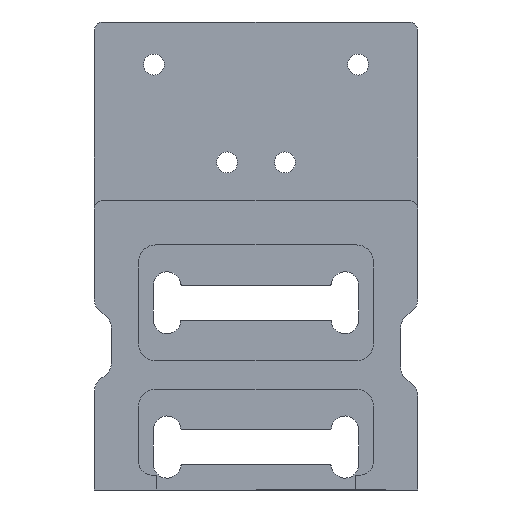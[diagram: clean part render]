
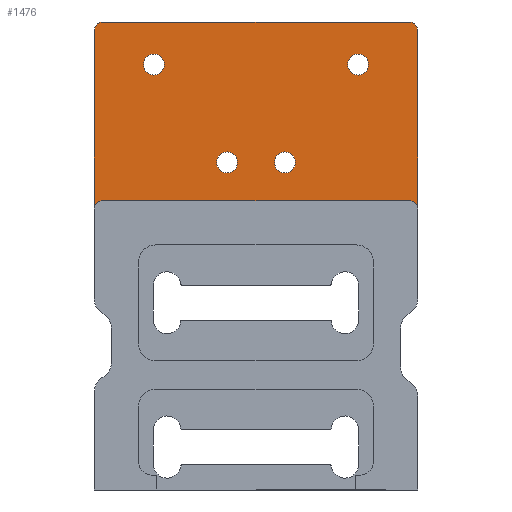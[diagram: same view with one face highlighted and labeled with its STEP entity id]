
A CAD part, front view. The second image highlights one B-rep face of the part: STEP entity #1476.
In plain terms, the highlighted planar face has unit normal (0, -1, 0).
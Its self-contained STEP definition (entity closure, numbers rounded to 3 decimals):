
#23=FACE_BOUND('',#157,.T.);
#24=FACE_BOUND('',#158,.T.);
#25=FACE_BOUND('',#159,.T.);
#26=FACE_BOUND('',#160,.T.);
#36=PLANE('',#1607);
#73=FACE_OUTER_BOUND('',#156,.T.);
#156=EDGE_LOOP('',(#1056,#1057,#1058,#1059,#1060,#1061,#1062,#1063));
#157=EDGE_LOOP('',(#1064));
#158=EDGE_LOOP('',(#1065));
#159=EDGE_LOOP('',(#1066));
#160=EDGE_LOOP('',(#1067));
#236=LINE('',#2214,#370);
#244=LINE('',#2233,#378);
#265=LINE('',#2346,#399);
#266=LINE('',#2348,#400);
#370=VECTOR('',#1740,10.);
#378=VECTOR('',#1756,10.);
#399=VECTOR('',#1857,10.);
#400=VECTOR('',#1860,10.);
#503=CIRCLE('',#1561,1.);
#505=CIRCLE('',#1565,1.);
#506=CIRCLE('',#1568,1.);
#541=CIRCLE('',#1605,1.);
#542=CIRCLE('',#1608,1.23);
#543=CIRCLE('',#1609,1.23);
#544=CIRCLE('',#1610,1.23);
#545=CIRCLE('',#1611,1.23);
#596=VERTEX_POINT('',#2207);
#597=VERTEX_POINT('',#2209);
#598=VERTEX_POINT('',#2213);
#604=VERTEX_POINT('',#2226);
#605=VERTEX_POINT('',#2228);
#606=VERTEX_POINT('',#2235);
#655=VERTEX_POINT('',#2337);
#656=VERTEX_POINT('',#2338);
#658=VERTEX_POINT('',#2349);
#659=VERTEX_POINT('',#2351);
#660=VERTEX_POINT('',#2353);
#661=VERTEX_POINT('',#2355);
#750=EDGE_CURVE('',#596,#597,#503,.F.);
#752=EDGE_CURVE('',#597,#598,#236,.T.);
#759=EDGE_CURVE('',#604,#605,#505,.F.);
#762=EDGE_CURVE('',#605,#596,#244,.T.);
#763=EDGE_CURVE('',#598,#606,#506,.T.);
#814=EDGE_CURVE('',#655,#656,#541,.T.);
#819=EDGE_CURVE('',#656,#604,#265,.T.);
#820=EDGE_CURVE('',#606,#655,#266,.T.);
#821=EDGE_CURVE('',#658,#658,#542,.T.);
#822=EDGE_CURVE('',#659,#659,#543,.T.);
#823=EDGE_CURVE('',#660,#660,#544,.T.);
#824=EDGE_CURVE('',#661,#661,#545,.T.);
#1056=ORIENTED_EDGE('',*,*,#763,.F.);
#1057=ORIENTED_EDGE('',*,*,#752,.F.);
#1058=ORIENTED_EDGE('',*,*,#750,.F.);
#1059=ORIENTED_EDGE('',*,*,#762,.F.);
#1060=ORIENTED_EDGE('',*,*,#759,.F.);
#1061=ORIENTED_EDGE('',*,*,#819,.F.);
#1062=ORIENTED_EDGE('',*,*,#814,.F.);
#1063=ORIENTED_EDGE('',*,*,#820,.F.);
#1064=ORIENTED_EDGE('',*,*,#821,.T.);
#1065=ORIENTED_EDGE('',*,*,#822,.T.);
#1066=ORIENTED_EDGE('',*,*,#823,.T.);
#1067=ORIENTED_EDGE('',*,*,#824,.T.);
#1476=ADVANCED_FACE('',(#73,#23,#24,#25,#26),#36,.F.);
#1561=AXIS2_PLACEMENT_3D('',#2210,#1735,#1736);
#1565=AXIS2_PLACEMENT_3D('',#2229,#1750,#1751);
#1568=AXIS2_PLACEMENT_3D('',#2236,#1759,#1760);
#1605=AXIS2_PLACEMENT_3D('',#2339,#1849,#1850);
#1607=AXIS2_PLACEMENT_3D('',#2347,#1858,#1859);
#1608=AXIS2_PLACEMENT_3D('',#2350,#1861,#1862);
#1609=AXIS2_PLACEMENT_3D('',#2352,#1863,#1864);
#1610=AXIS2_PLACEMENT_3D('',#2354,#1865,#1866);
#1611=AXIS2_PLACEMENT_3D('',#2356,#1867,#1868);
#1735=DIRECTION('center_axis',(0.,1.,0.));
#1736=DIRECTION('ref_axis',(-0.707,0.,0.707));
#1740=DIRECTION('',(0.,0.,1.));
#1750=DIRECTION('center_axis',(0.,1.,0.));
#1751=DIRECTION('ref_axis',(0.707,0.,0.707));
#1756=DIRECTION('',(-1.,0.,0.));
#1759=DIRECTION('center_axis',(0.,1.,0.));
#1760=DIRECTION('ref_axis',(-0.707,0.,0.707));
#1849=DIRECTION('center_axis',(0.,1.,0.));
#1850=DIRECTION('ref_axis',(0.707,0.,0.707));
#1857=DIRECTION('',(0.,0.,-1.));
#1858=DIRECTION('center_axis',(0.,1.,0.));
#1859=DIRECTION('ref_axis',(0.,0.,1.));
#1860=DIRECTION('',(1.,0.,0.));
#1861=DIRECTION('center_axis',(0.,1.,0.));
#1862=DIRECTION('ref_axis',(1.,0.,0.));
#1863=DIRECTION('center_axis',(0.,1.,0.));
#1864=DIRECTION('ref_axis',(1.,0.,0.));
#1865=DIRECTION('center_axis',(0.,1.,0.));
#1866=DIRECTION('ref_axis',(1.,0.,0.));
#1867=DIRECTION('center_axis',(0.,1.,0.));
#1868=DIRECTION('ref_axis',(1.,0.,0.));
#2207=CARTESIAN_POINT('',(-18.,0.,34.));
#2209=CARTESIAN_POINT('',(-19.,0.,33.));
#2210=CARTESIAN_POINT('Origin',(-18.,0.,33.));
#2213=CARTESIAN_POINT('',(-19.,0.,54.));
#2214=CARTESIAN_POINT('',(-19.,0.,22.25));
#2226=CARTESIAN_POINT('',(19.,0.,33.));
#2228=CARTESIAN_POINT('',(18.,0.,34.));
#2229=CARTESIAN_POINT('Origin',(18.,0.,33.));
#2233=CARTESIAN_POINT('',(-19.,0.,34.));
#2235=CARTESIAN_POINT('',(-18.,0.,55.));
#2236=CARTESIAN_POINT('Origin',(-18.,0.,54.));
#2337=CARTESIAN_POINT('',(18.,0.,55.));
#2338=CARTESIAN_POINT('',(19.,0.,54.));
#2339=CARTESIAN_POINT('Origin',(18.,0.,54.));
#2346=CARTESIAN_POINT('',(19.,0.,49.75));
#2347=CARTESIAN_POINT('Origin',(0.,0.,44.5));
#2348=CARTESIAN_POINT('',(-9.5,0.,55.));
#2349=CARTESIAN_POINT('',(-13.23,0.,50.));
#2350=CARTESIAN_POINT('Origin',(-12.,0.,50.));
#2351=CARTESIAN_POINT('',(-4.63,0.,38.5));
#2352=CARTESIAN_POINT('Origin',(-3.4,0.,38.5));
#2353=CARTESIAN_POINT('',(2.171,0.,38.5));
#2354=CARTESIAN_POINT('Origin',(3.4,0.,38.5));
#2355=CARTESIAN_POINT('',(10.771,0.,50.));
#2356=CARTESIAN_POINT('Origin',(12.,0.,50.));
